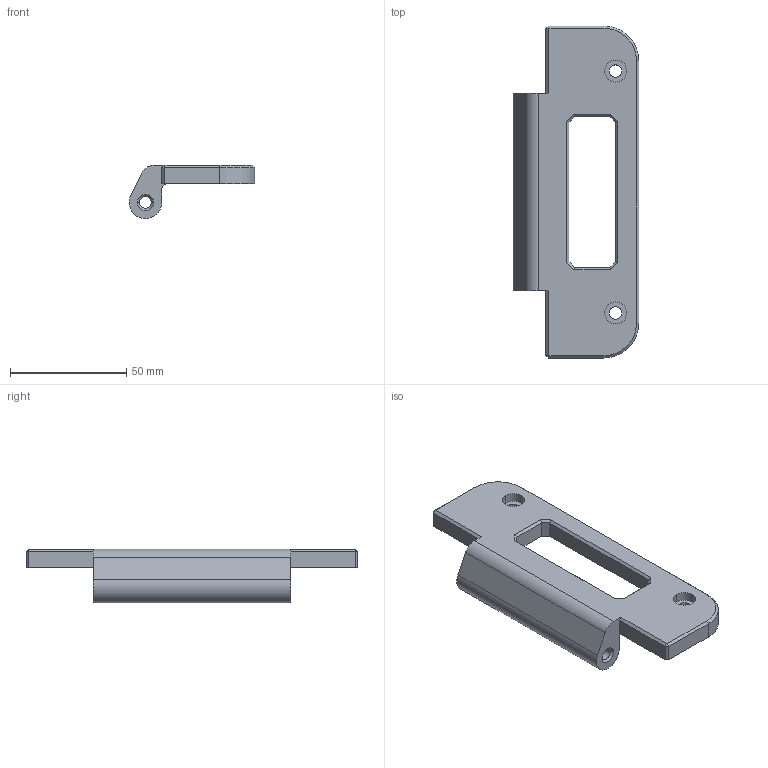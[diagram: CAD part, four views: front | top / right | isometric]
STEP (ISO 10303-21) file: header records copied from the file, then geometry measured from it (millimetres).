
FILE_DESCRIPTION(('FreeCAD Model'),'2;1');
FILE_NAME('1_orange_down_hinge.stp','2021-01-19T21:38:12',('Author'),(''), 'Open CASCADE STEP processor 7.3','FreeCAD','Unknown');
FILE_SCHEMA(('AUTOMOTIVE_DESIGN { 1 0 10303 214 1 1 1 1 }'));
Length unit declared in the file: millimetre
Products named in the file (1): orange_center_hinge
Bounding box: 54.08 x 143 x 23 mm (x, y, z)
Volume: 53287.3 mm3; surface area: 18424.5 mm2
Topology: 1 solids, 1 shells, 59 faces, 145 edges, 90 vertices
Faces by surface type: bspline 38, revolution 21
Entity records: 4124 total; most frequent: CARTESIAN_POINT 1724, ORIENTED_EDGE 290, PCURVE 290, DEFINITIONAL_REPRESENTATION 290, B_SPLINE_CURVE_WITH_KNOTS 290, DIRECTION 225, EDGE_CURVE 145, SURFACE_CURVE 145
